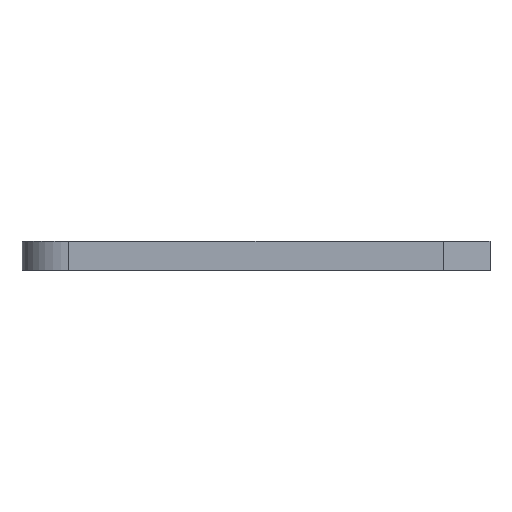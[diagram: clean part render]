
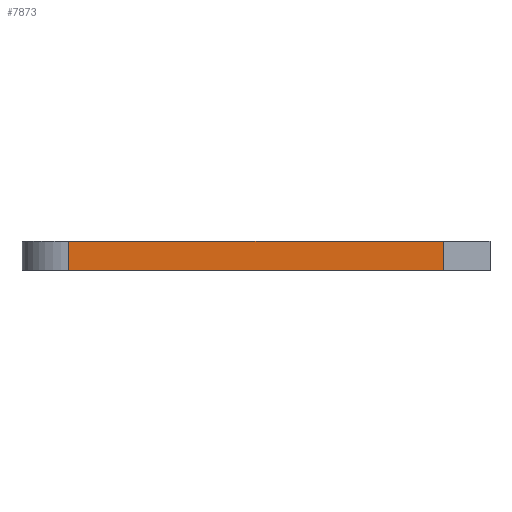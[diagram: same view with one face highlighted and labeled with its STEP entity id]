
A CAD part, front view. The second image highlights one B-rep face of the part: STEP entity #7873.
In plain terms, the highlighted planar face has unit normal (0, -1, 0).
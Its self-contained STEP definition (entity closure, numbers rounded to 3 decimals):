
#5677=FACE_OUTER_BOUND($,#6554,.T.);
#6554=EDGE_LOOP($,(#17730,#17731,#17732,#17733));
#7428=PLANE($,#14336);
#7873=ADVANCED_FACE($,(#5677),#7428,.T.);
#8507=VECTOR($,#30795,20.32);
#8512=VECTOR($,#30800,20.32);
#8520=VECTOR($,#30808,1.58);
#8521=VECTOR($,#30809,1.58);
#10560=LINE($,#33823,#8507);
#10565=LINE($,#33835,#8512);
#10573=LINE($,#33823,#8520);
#10574=LINE($,#33816,#8521);
#14336=AXIS2_PLACEMENT_3D($,#33823,#30814,$);
#17730=ORIENTED_EDGE($,*,*,#21966,.T.);
#17731=ORIENTED_EDGE($,*,*,#21983,.T.);
#17732=ORIENTED_EDGE($,*,*,#21974,.F.);
#17733=ORIENTED_EDGE($,*,*,#21982,.F.);
#21966=EDGE_CURVE($,#25731,#25724,#10560,.T.);
#21974=EDGE_CURVE($,#25740,#25733,#10565,.T.);
#21982=EDGE_CURVE($,#25731,#25740,#10573,.T.);
#21983=EDGE_CURVE($,#25724,#25733,#10574,.T.);
#25724=VERTEX_POINT($,#33816);
#25731=VERTEX_POINT($,#33823);
#25733=VERTEX_POINT($,#33828);
#25740=VERTEX_POINT($,#33835);
#30795=DIRECTION($,(-1.,0.,0.));
#30800=DIRECTION($,(-1.,0.,0.));
#30808=DIRECTION($,(0.,0.,-1.));
#30809=DIRECTION($,(0.,0.,-1.));
#30814=DIRECTION($,(0.,-1.,0.));
#33816=CARTESIAN_POINT('',(2.54,0.,0.));
#33823=CARTESIAN_POINT('',(22.86,0.,0.));
#33828=CARTESIAN_POINT('',(2.54,0.,-1.58));
#33835=CARTESIAN_POINT('',(22.86,0.,-1.58));
